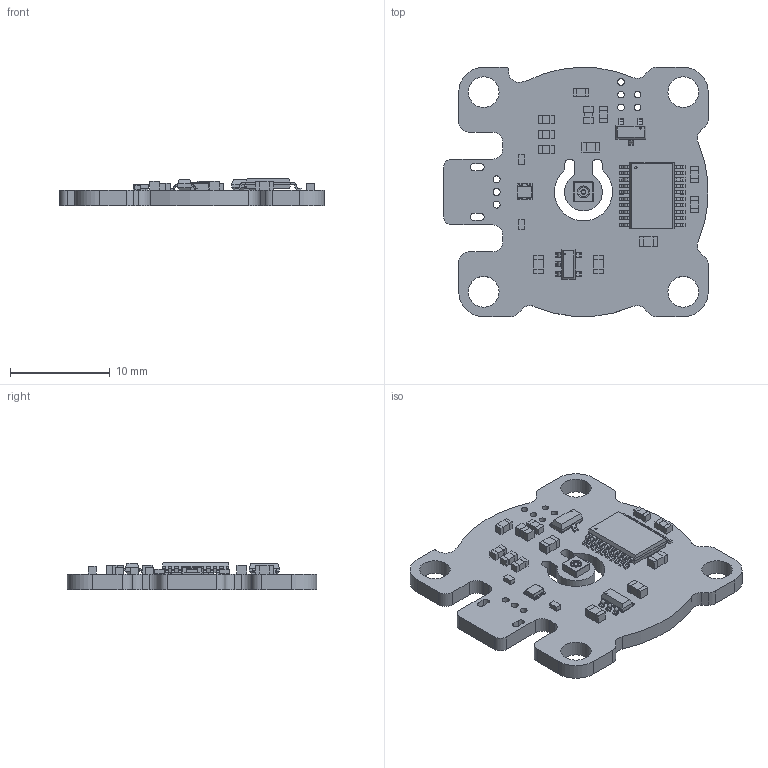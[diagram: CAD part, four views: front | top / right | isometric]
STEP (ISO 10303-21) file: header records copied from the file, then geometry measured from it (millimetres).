
FILE_DESCRIPTION(('Open CASCADE Model'),'2;1');
FILE_NAME('Open CASCADE Shape Model','2022-06-13T22:06:14',('Author'),( 'Open CASCADE'),'Open CASCADE STEP processor 6.8','Open CASCADE 6.8' ,'Unknown');
FILE_SCHEMA(('AUTOMOTIVE_DESIGN { 1 0 10303 214 1 1 1 1 }'));
Length unit declared in the file: millimetre
Products named in the file (42): PCB; Board; Open CASCADE STEP translator 6.8 1.1.1; C1; CC0603; R8; RC0603N; R7; R6; U1; MSRC-SOT23-5; R4; R3; C5; 6715049184; Extruded; 6715048944; U2; TSSOP20_STM; U3; MSRC_SHTC3_RGB8421504; D3; MSRC-RCLAMP0521P-N_v2; D2; D6; MSRC-TZ-P4-1615RGBTCA1-0.55T_RGB8421504; C4; D1; MSRC-Nexperia_SOT23; R1; FB1; 6715047504; 6715047344; C3; 6715048144; 6715047904; C2
Assembly tree (56 placements, depth 4):
  PCB
    Board
      Open CASCADE STEP translator 6.8 1.1.1
    C1
      CC0603
    R8
      RC0603N
    R7
      RC0603N
    R6
      RC0603N
    U1
      MSRC-SOT23-5
    R4
      RC0603N
    R3
      RC0603N
    C5
      6715049184  x2
        Extruded
      6715048944
        Extruded
    U2
      TSSOP20_STM
    U3
      MSRC_SHTC3_RGB8421504
    D3
      MSRC-RCLAMP0521P-N_v2
    D2
      MSRC-RCLAMP0521P-N_v2
    D6
      MSRC-TZ-P4-1615RGBTCA1-0.55T_RGB8421504
    C4
      6715049184  x2
        Extruded
      6715048944
        Extruded
    D1
      MSRC-Nexperia_SOT23
    R1
      RC0603N
    FB1
      6715047504
        Extruded
      6715047344  x2
        Extruded
    C3
      6715048144  x2
        Extruded
      6715047904
        Extruded
    C2
      6715048144  x2
        Extruded
      6715047904
        Extruded
Bounding box: 26.5 x 25 x 2.74 mm (x, y, z)
Volume: 887.4 mm3; surface area: 1704.2 mm2
Topology: 90 solids, 90 shells, 965 faces, 2273 edges, 1490 vertices
Faces by surface type: plane 723, cylinder 220, sphere 20, torus 2
Full cylindrical faces by diameter (mm): 0.15 x2, 0.152 x1, 0.224 x1, 0.5 x1, 0.66 x5, 0.71 x3, 1 x1, 3.08 x4
Entity records: 29365 total; most frequent: DIRECTION 4025, CARTESIAN_POINT 4006, ORIENTED_EDGE 3820, EDGE_CURVE 1910, LINE 1471, VECTOR 1471, AXIS2_PLACEMENT_3D 1277, VERTEX_POINT 1256
